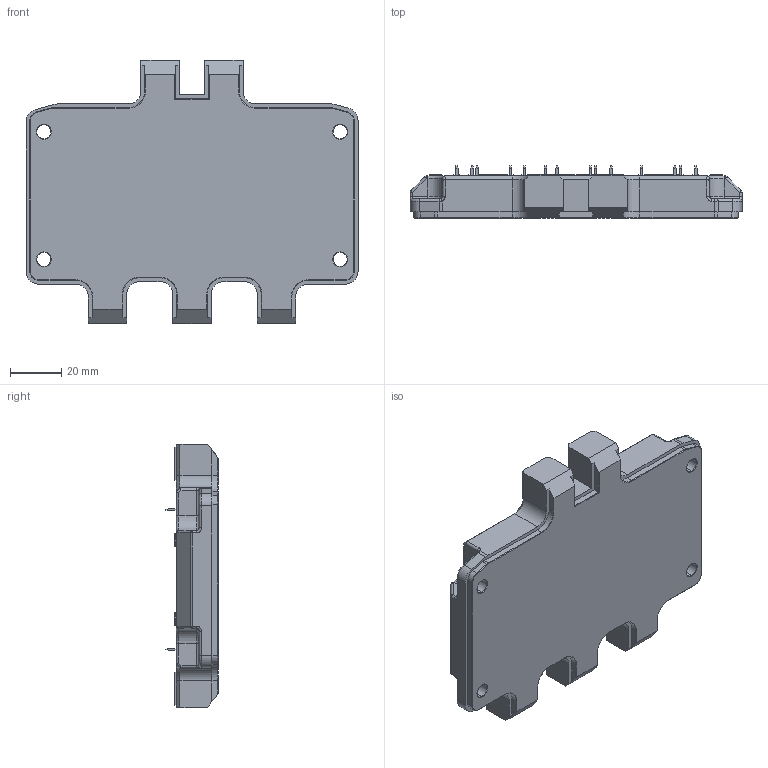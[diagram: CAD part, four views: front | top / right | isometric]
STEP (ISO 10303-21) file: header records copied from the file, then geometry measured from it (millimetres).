
FILE_DESCRIPTION (( 'STEP AP214' ), '1' );
FILE_NAME ('Econopack4.STEP', '2020-03-01T08:34:37', ( 'pkot' ), ( '' ), 'SwSTEP 2.0', 'SolidWorks 2020', '' );
FILE_SCHEMA (( 'AUTOMOTIVE_DESIGN' ));
Length unit declared in the file: millimetre
Products named in the file (1): Econopack4
Bounding box: 130 x 20.55 x 103 mm (x, y, z)
Volume: 140153.2 mm3; surface area: 31933.3 mm2
Topology: 1 solids, 1 shells, 729 faces, 1802 edges, 1101 vertices
Faces by surface type: plane 373, cylinder 244, torus 58, cone 30, bspline 16, sphere 8
Entity records: 32753 total; most frequent: CARTESIAN_POINT 11681, ORIENTED_EDGE 3588, DIRECTION 3378, EDGE_CURVE 1794, VECTOR 1178, LINE 1178, VERTEX_POINT 1101, AXIS2_PLACEMENT_3D 1100
